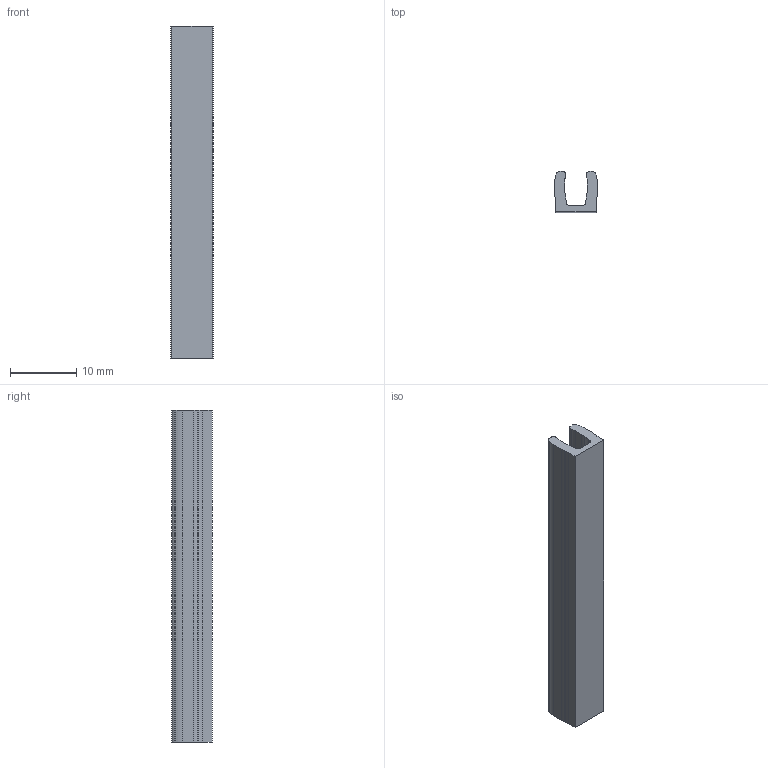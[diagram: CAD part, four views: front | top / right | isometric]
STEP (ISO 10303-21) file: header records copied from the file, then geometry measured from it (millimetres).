
FILE_DESCRIPTION(/* description */ (''),/* implementation_level */ '2;1');
FILE_NAME(/* name */ 'cable_cover v9.step',/* time_stamp */ '2018-11-10T03:26:07+01:00',/* author */ ('tin.pecirep'),/* organization */ (''),/* preprocessor_version */ 'ST-DEVELOPER v17.2',/* originating_system */ 'Autodesk Translation Framework v7.6.0.251',/* authorisation */ '');
FILE_SCHEMA (('AUTOMOTIVE_DESIGN { 1 0 10303 214 3 1 1 }'));
Length unit declared in the file: millimetre
Products named in the file (2): cable_cover; Component1
Assembly tree (1 placements, depth 2):
  cable_cover
    Component1
Bounding box: 6.4 x 6.1 x 50 mm (x, y, z)
Volume: 1072.7 mm3; surface area: 1702.9 mm2
Topology: 1 solids, 1 shells, 38 faces, 108 edges, 72 vertices
Faces by surface type: plane 20, cylinder 18
Entity records: 1301 total; most frequent: DIRECTION 226, CARTESIAN_POINT 221, ORIENTED_EDGE 216, EDGE_CURVE 108, AXIS2_PLACEMENT_3D 77, LINE 72, VECTOR 72, VERTEX_POINT 72
